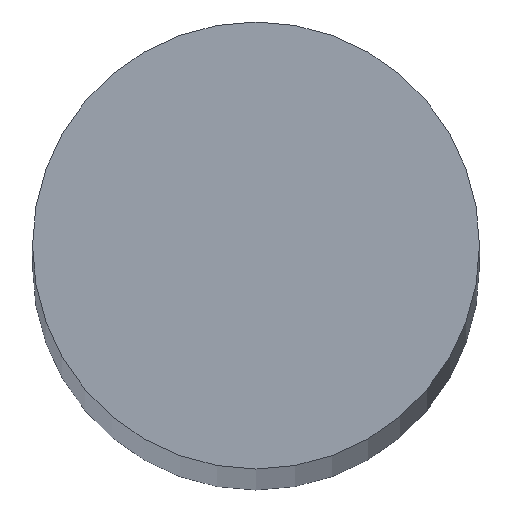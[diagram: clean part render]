
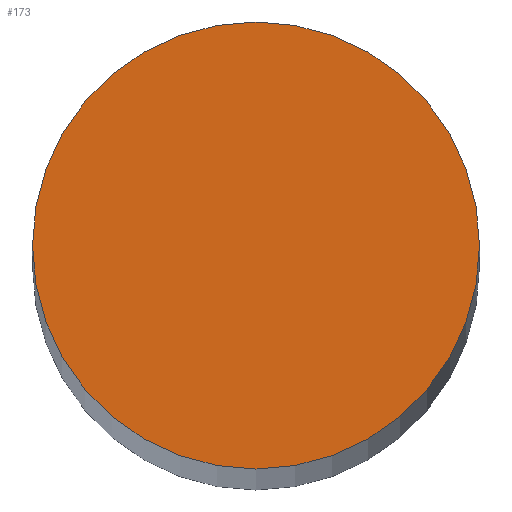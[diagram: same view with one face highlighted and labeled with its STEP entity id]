
A CAD part, top view. The second image highlights one B-rep face of the part: STEP entity #173.
In plain terms, the highlighted planar face has unit normal (0, 0, 1).
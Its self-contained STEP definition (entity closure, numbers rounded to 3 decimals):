
#6 = AXIS2_PLACEMENT_3D ( 'NONE', #89, #65, #26 ) ;
#9 = EDGE_LOOP ( 'NONE', ( #87, #137 ) ) ;
#26 = DIRECTION ( 'NONE',  ( 1., 0., 0. ) ) ;
#30 = PLANE ( 'NONE',  #6 ) ;
#34 = AXIS2_PLACEMENT_3D ( 'NONE', #55, #153, #128 ) ;
#54 = VERTEX_POINT ( 'NONE', #112 ) ;
#55 = CARTESIAN_POINT ( 'NONE',  ( 0., 0., 269. ) ) ;
#65 = DIRECTION ( 'NONE',  ( 0., 0., 1. ) ) ;
#75 = VERTEX_POINT ( 'NONE', #164 ) ;
#77 = AXIS2_PLACEMENT_3D ( 'NONE', #91, #120, #105 ) ;
#87 = ORIENTED_EDGE ( 'NONE', *, *, #143, .T. ) ;
#89 = CARTESIAN_POINT ( 'NONE',  ( 0., 0., 269. ) ) ;
#91 = CARTESIAN_POINT ( 'NONE',  ( 0., 0., 269. ) ) ;
#105 = DIRECTION ( 'NONE',  ( 1., 0., 0. ) ) ;
#109 = CIRCLE ( 'NONE', #77, 5. ) ;
#112 = CARTESIAN_POINT ( 'NONE',  ( 5., 0., 269. ) ) ;
#120 = DIRECTION ( 'NONE',  ( 0., 0., 1. ) ) ;
#128 = DIRECTION ( 'NONE',  ( 1., 0., 0. ) ) ;
#137 = ORIENTED_EDGE ( 'NONE', *, *, #167, .T. ) ;
#143 = EDGE_CURVE ( 'NONE', #75, #54, #109, .T. ) ;
#145 = FACE_OUTER_BOUND ( 'NONE', #9, .T. ) ;
#153 = DIRECTION ( 'NONE',  ( 0., 0., 1. ) ) ;
#155 = CIRCLE ( 'NONE', #34, 5. ) ;
#164 = CARTESIAN_POINT ( 'NONE',  ( -5., 0., 269. ) ) ;
#167 = EDGE_CURVE ( 'NONE', #54, #75, #155, .T. ) ;
#173 = ADVANCED_FACE ( 'NONE', ( #145 ), #30, .T. ) ;
